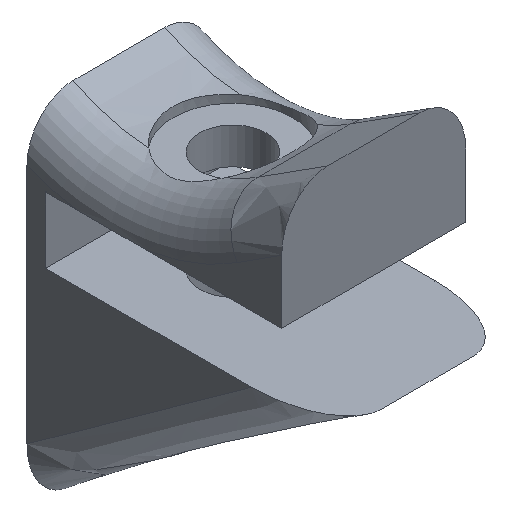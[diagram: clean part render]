
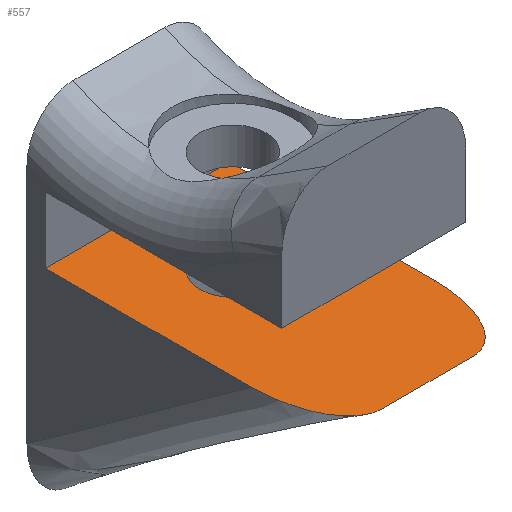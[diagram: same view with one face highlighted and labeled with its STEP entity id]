
A CAD part, isometric view. The second image highlights one B-rep face of the part: STEP entity #557.
In plain terms, the highlighted planar face has unit normal (0, 0, 1).
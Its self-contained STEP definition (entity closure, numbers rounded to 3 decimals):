
#28=PLANE('',#605);
#50=CIRCLE('',#606,1.8);
#60=LINE('',#823,#94);
#71=LINE('',#946,#105);
#73=LINE('',#950,#107);
#80=LINE('',#1076,#114);
#94=VECTOR('',#626,1000.);
#105=VECTOR('',#655,1000.);
#107=VECTOR('',#659,1000.);
#114=VECTOR('',#692,1000.);
#227=ORIENTED_EDGE('',*,*,#356,.T.);
#228=ORIENTED_EDGE('',*,*,#330,.T.);
#229=ORIENTED_EDGE('',*,*,#357,.T.);
#230=ORIENTED_EDGE('',*,*,#332,.T.);
#231=ORIENTED_EDGE('',*,*,#312,.T.);
#232=ORIENTED_EDGE('',*,*,#303,.T.);
#233=ORIENTED_EDGE('',*,*,#294,.T.);
#294=EDGE_CURVE('',#376,#375,#430,.T.);
#303=EDGE_CURVE('',#380,#376,#60,.F.);
#312=EDGE_CURVE('',#390,#380,#444,.T.);
#330=EDGE_CURVE('',#375,#406,#71,.T.);
#332=EDGE_CURVE('',#408,#390,#73,.F.);
#356=EDGE_CURVE('',#418,#418,#50,.T.);
#357=EDGE_CURVE('',#406,#408,#80,.T.);
#375=VERTEX_POINT('',#762);
#376=VERTEX_POINT('',#770);
#380=VERTEX_POINT('',#810);
#390=VERTEX_POINT('',#893);
#406=VERTEX_POINT('',#945);
#408=VERTEX_POINT('',#951);
#418=VERTEX_POINT('',#1075);
#430=B_SPLINE_CURVE_WITH_KNOTS('',3,(#763,#764,#765,#766,#767,#768,#769),
 .UNSPECIFIED.,.F.,.F.,(4,1,1,1,4),(0.,0.001,
0.003,0.004,0.006),
 .UNSPECIFIED.);
#444=B_SPLINE_CURVE_WITH_KNOTS('',3,(#886,#887,#888,#889,#890,#891,#892),
 .UNSPECIFIED.,.F.,.F.,(4,1,1,1,4),(0.,0.001,
0.003,0.004,0.006),
 .UNSPECIFIED.);
#478=EDGE_LOOP('',(#227));
#479=EDGE_LOOP('',(#228,#229,#230,#231,#232,#233));
#516=FACE_BOUND('',#478,.T.);
#517=FACE_BOUND('',#479,.T.);
#557=ADVANCED_FACE('',(#516,#517),#28,.F.);
#605=AXIS2_PLACEMENT_3D('',#1073,#688,#689);
#606=AXIS2_PLACEMENT_3D('',#1074,#690,#691);
#626=DIRECTION('',(-1.,0.,0.));
#655=DIRECTION('',(0.,1.,0.));
#659=DIRECTION('',(0.,1.,0.));
#688=DIRECTION('',(0.,0.,-1.));
#689=DIRECTION('',(0.,1.,0.));
#690=DIRECTION('',(0.,0.,-1.));
#691=DIRECTION('',(0.,1.,0.));
#692=DIRECTION('',(-1.,0.,0.));
#762=CARTESIAN_POINT('',(22.5,-169.186,22.596));
#763=CARTESIAN_POINT('',(20.,-173.755,22.596));
#764=CARTESIAN_POINT('',(20.481,-173.755,22.596));
#765=CARTESIAN_POINT('',(21.342,-173.217,22.596));
#766=CARTESIAN_POINT('',(22.038,-171.967,22.596));
#767=CARTESIAN_POINT('',(22.421,-170.595,22.596));
#768=CARTESIAN_POINT('',(22.5,-169.66,22.596));
#769=CARTESIAN_POINT('',(22.5,-169.186,22.596));
#770=CARTESIAN_POINT('',(20.,-173.755,22.596));
#810=CARTESIAN_POINT('',(15.,-173.755,22.596));
#823=CARTESIAN_POINT('',(17.5,-173.755,22.596));
#886=CARTESIAN_POINT('',(12.5,-169.186,22.596));
#887=CARTESIAN_POINT('',(12.5,-169.66,22.596));
#888=CARTESIAN_POINT('',(12.579,-170.593,22.596));
#889=CARTESIAN_POINT('',(12.959,-171.962,22.596));
#890=CARTESIAN_POINT('',(13.658,-173.219,22.596));
#891=CARTESIAN_POINT('',(14.52,-173.755,22.596));
#892=CARTESIAN_POINT('',(15.,-173.755,22.596));
#893=CARTESIAN_POINT('',(12.5,-169.186,22.596));
#945=CARTESIAN_POINT('',(22.5,-157.996,22.596));
#946=CARTESIAN_POINT('',(22.5,-283.686,22.596));
#950=CARTESIAN_POINT('',(12.5,-281.097,22.596));
#951=CARTESIAN_POINT('',(12.5,-157.996,22.596));
#1073=CARTESIAN_POINT('',(147.819,-445.448,22.596));
#1074=CARTESIAN_POINT('',(17.5,-163.179,22.596));
#1075=CARTESIAN_POINT('',(17.5,-161.379,22.596));
#1076=CARTESIAN_POINT('',(147.819,-157.996,22.596));
